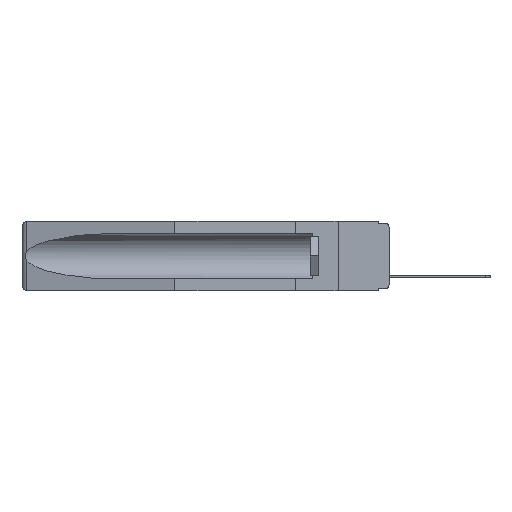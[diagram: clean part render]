
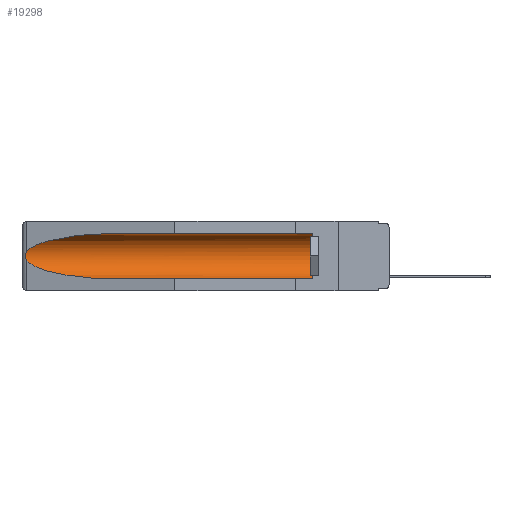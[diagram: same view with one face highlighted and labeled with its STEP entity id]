
A CAD part, left-side view. The second image highlights one B-rep face of the part: STEP entity #19298.
In plain terms, the highlighted cylindrical face has radius 2.857 mm (diameter 5.715 mm), a partial arc.
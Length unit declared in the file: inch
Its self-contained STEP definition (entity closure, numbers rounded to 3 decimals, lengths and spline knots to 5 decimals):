
#9 = CARTESIAN_POINT ( 'NONE',  ( 0.26654, 1.53092, -0.15636 ) ) ;
#88 = CARTESIAN_POINT ( 'NONE',  ( 0.26655, 1.53094, -0.18657 ) ) ;
#359 = DIRECTION ( 'NONE',  ( 0., 0., 1. ) ) ;
#1232 = CARTESIAN_POINT ( 'NONE',  ( 0.155, 0.126, -0.1715 ) ) ;
#1433 = DIRECTION ( 'NONE',  ( 0., -1., 0. ) ) ;
#2327 = CARTESIAN_POINT ( 'NONE',  ( 0.2673, 1.5327, -0.16383 ) ) ;
#2371 = VERTEX_POINT ( 'NONE', #10261 ) ;
#2638 = CYLINDRICAL_SURFACE ( 'NONE', #19283, 0.1125 ) ;
#2999 = ORIENTED_EDGE ( 'NONE', *, *, #11557, .F. ) ;
#3855 = EDGE_CURVE ( 'NONE', #14611, #2371, #5183, .T. ) ;
#4027 = ORIENTED_EDGE ( 'NONE', *, *, #11718, .T. ) ;
#5081 = CARTESIAN_POINT ( 'NONE',  ( 0.25451, 1.48313, -0.24835 ) ) ;
#5183 = LINE ( 'NONE', #13598, #21413 ) ;
#5673 = CARTESIAN_POINT ( 'NONE',  ( 0.21114, 1.30732, -0.059 ) ) ;
#6207 = DIRECTION ( 'NONE',  ( 0., 1., 0. ) ) ;
#6211 = CARTESIAN_POINT ( 'NONE',  ( 0.25451, 1.48313, -0.09465 ) ) ;
#6302 = LINE ( 'NONE', #14648, #25183 ) ;
#7182 = CARTESIAN_POINT ( 'NONE',  ( 0.155, 1.07973, -0.284 ) ) ;
#7451 = DIRECTION ( 'NONE',  ( 0., 1., 0. ) ) ;
#7702 = ORIENTED_EDGE ( 'NONE', *, *, #19910, .T. ) ;
#8699 = ORIENTED_EDGE ( 'NONE', *, *, #3855, .T. ) ;
#9667 = EDGE_CURVE ( 'NONE', #2371, #13064, #14379, .T. ) ;
#10261 = CARTESIAN_POINT ( 'NONE',  ( 0.155, 1.07973, -0.059 ) ) ;
#10558 = CIRCLE ( 'NONE', #14123, 0.1125 ) ;
#10766 = EDGE_CURVE ( 'NONE', #19094, #18159, #19655, .T. ) ;
#11557 = EDGE_CURVE ( 'NONE', #19347, #18159, #6302, .T. ) ;
#11584 = CARTESIAN_POINT ( 'NONE',  ( 0.21114, 1.30732, -0.284 ) ) ;
#11718 = EDGE_CURVE ( 'NONE', #13064, #19094, #11828, .T. ) ;
#11828 = B_SPLINE_CURVE_WITH_KNOTS ( 'NONE', 3,
 ( #17072, #19376, #9, #2327, #21462, #23589, #14918, #88, #14827, #23330 ),
 .UNSPECIFIED., .F., .F.,
 ( 4, 2, 2, 2, 4 ),
 ( 0., 0.00029, 0.00058, 0.00087, 0.00117 ),
 .UNSPECIFIED. ) ;
#12625 = CARTESIAN_POINT ( 'NONE',  ( 0.26537, 1.52718, -0.14972 ) ) ;
#13064 = VERTEX_POINT ( 'NONE', #17460 ) ;
#13096 = DIRECTION ( 'NONE',  ( 0., 1., 0. ) ) ;
#13598 = CARTESIAN_POINT ( 'NONE',  ( 0.155, -0.30754, -0.059 ) ) ;
#14036 = ORIENTED_EDGE ( 'NONE', *, *, #9667, .T. ) ;
#14123 = AXIS2_PLACEMENT_3D ( 'NONE', #1232, #1433, #18215 ) ;
#14379 =( BOUNDED_CURVE ( )  B_SPLINE_CURVE ( 3, ( #18392, #5673, #6211, #12625 ),
 .UNSPECIFIED., .F., .F. ) 
 B_SPLINE_CURVE_WITH_KNOTS ( ( 4, 4 ),
 ( 4.71239, 6.08839 ),
 .UNSPECIFIED. ) 
 CURVE ( )  GEOMETRIC_REPRESENTATION_ITEM ( )  RATIONAL_B_SPLINE_CURVE ( ( 1., 0.848, 0.848, 1. ) ) 
 REPRESENTATION_ITEM ( '' )  );
#14402 = ORIENTED_EDGE ( 'NONE', *, *, #10766, .T. ) ;
#14611 = VERTEX_POINT ( 'NONE', #25890 ) ;
#14648 = CARTESIAN_POINT ( 'NONE',  ( 0.155, -0.30754, -0.284 ) ) ;
#14659 = CARTESIAN_POINT ( 'NONE',  ( 0.26537, 1.52718, -0.19328 ) ) ;
#14827 = CARTESIAN_POINT ( 'NONE',  ( 0.26597, 1.5296, -0.19026 ) ) ;
#14918 = CARTESIAN_POINT ( 'NONE',  ( 0.2673, 1.53269, -0.17917 ) ) ;
#15224 = FACE_OUTER_BOUND ( 'NONE', #21237, .T. ) ;
#15552 = CARTESIAN_POINT ( 'NONE',  ( 0.155, 1.07973, -0.284 ) ) ;
#17072 = CARTESIAN_POINT ( 'NONE',  ( 0.26537, 1.52718, -0.14972 ) ) ;
#17460 = CARTESIAN_POINT ( 'NONE',  ( 0.26537, 1.52718, -0.14972 ) ) ;
#17797 = CARTESIAN_POINT ( 'NONE',  ( 0.26537, 1.52718, -0.19328 ) ) ;
#18159 = VERTEX_POINT ( 'NONE', #7182 ) ;
#18215 = DIRECTION ( 'NONE',  ( 0., 0., 1. ) ) ;
#18392 = CARTESIAN_POINT ( 'NONE',  ( 0.155, 1.07973, -0.059 ) ) ;
#19094 = VERTEX_POINT ( 'NONE', #14659 ) ;
#19283 = AXIS2_PLACEMENT_3D ( 'NONE', #19753, #13096, #359 ) ;
#19298 = ADVANCED_FACE ( 'NONE', ( #15224 ), #2638, .F. ) ;
#19347 = VERTEX_POINT ( 'NONE', #26175 ) ;
#19376 = CARTESIAN_POINT ( 'NONE',  ( 0.26597, 1.52961, -0.15275 ) ) ;
#19655 =( BOUNDED_CURVE ( )  B_SPLINE_CURVE ( 3, ( #17797, #5081, #11584, #15552 ),
 .UNSPECIFIED., .F., .F. ) 
 B_SPLINE_CURVE_WITH_KNOTS ( ( 4, 4 ),
 ( 0.1948, 1.5708 ),
 .UNSPECIFIED. ) 
 CURVE ( )  GEOMETRIC_REPRESENTATION_ITEM ( )  RATIONAL_B_SPLINE_CURVE ( ( 1., 0.848, 0.848, 1. ) ) 
 REPRESENTATION_ITEM ( '' )  );
#19753 = CARTESIAN_POINT ( 'NONE',  ( 0.155, -0.30754, -0.1715 ) ) ;
#19910 = EDGE_CURVE ( 'NONE', #19347, #14611, #10558, .T. ) ;
#21237 = EDGE_LOOP ( 'NONE', ( #14036, #4027, #14402, #2999, #7702, #8699 ) ) ;
#21413 = VECTOR ( 'NONE', #7451, 39.37008 ) ;
#21462 = CARTESIAN_POINT ( 'NONE',  ( 0.2675, 1.53308, -0.16763 ) ) ;
#23330 = CARTESIAN_POINT ( 'NONE',  ( 0.26537, 1.52718, -0.19328 ) ) ;
#23589 = CARTESIAN_POINT ( 'NONE',  ( 0.2675, 1.53308, -0.17534 ) ) ;
#25183 = VECTOR ( 'NONE', #6207, 39.37008 ) ;
#25890 = CARTESIAN_POINT ( 'NONE',  ( 0.155, 0.126, -0.059 ) ) ;
#26175 = CARTESIAN_POINT ( 'NONE',  ( 0.155, 0.126, -0.284 ) ) ;
